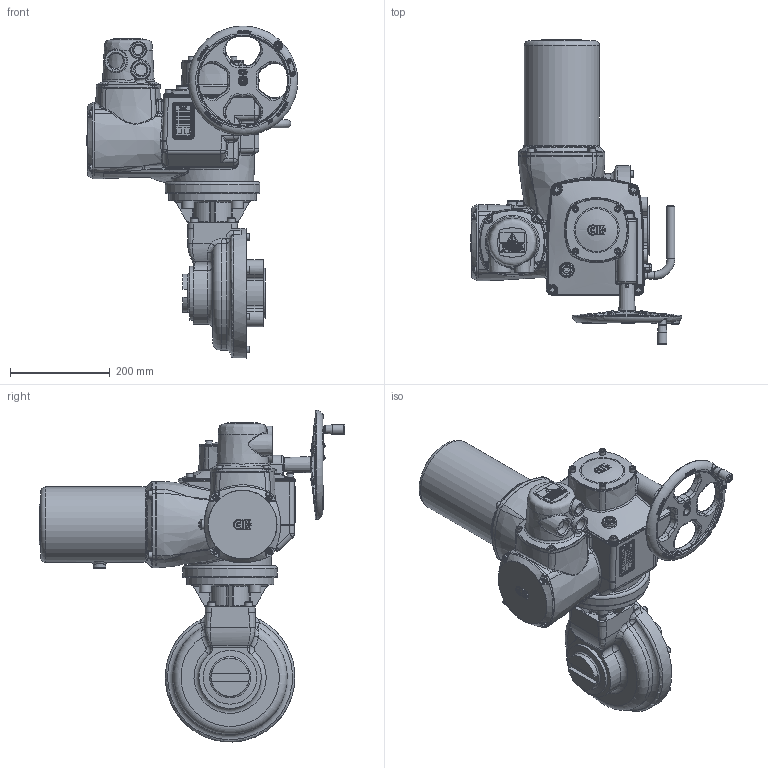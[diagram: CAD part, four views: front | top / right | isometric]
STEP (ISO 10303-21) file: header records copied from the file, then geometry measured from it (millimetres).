
FILE_DESCRIPTION(/* description */ ('Unknown'),/* implementation_level */ '2;1');
FILE_NAME(/* name */ 'A3B6N0BS00X-1',/* time_stamp */ '2019-04-17T16:29:20+06:00',/* author */ ('Unknown'),/* organization */ ('Unknown'),/* preprocessor_version */ 'ST-DEVELOPER v16.7',/* originating_system */ 'DEX',/* authorisation */ $);
FILE_SCHEMA (('AUTOMOTIVE_DESIGN {1 0 10303 214 3 1 1}'));
Length unit declared in the file: millimetre
Products named in the file (1): A3B6N0BS00
Bounding box: 424.36 x 613.22 x 665.96 mm (x, y, z)
Volume: 23920606.6 mm3; surface area: 962546.6 mm2
Topology: 1 solids, 31 shells, 4968 faces, 12401 edges, 7682 vertices
Faces by surface type: plane 2232, bspline 1515, cylinder 590, torus 310, cone 242, sphere 79
Full cylindrical faces by diameter (mm): 4.917 x9, 6.45 x1, 6.47 x1, 6.647 x12, 7 x2, 8 x12, 8.2 x1, 8.5 x8, 10 x18, 10.22 x4, 10.5 x8, 13 x18, 13.25 x4, 13.5 x9, 14 x5, 15.5 x1, 16 x16, 16.1 x1, 17 x4, 18.376 x1, 18.5 x4, 19 x1, 20 x1, 23.376 x1, 24 x4, 30.376 x1, 69.85 x1, 69.95 x1, 70 x1, 85 x1
Entity records: 234944 total; most frequent: CARTESIAN_POINT 100879, ORIENTED_EDGE 23310, DIRECTION 15082, EDGE_CURVE 11655, VERTEX_POINT 7493, FACE_BOUND 5762, AXIS2_PLACEMENT_3D 5749, B_SPLINE_CURVE_WITH_KNOTS 5746
